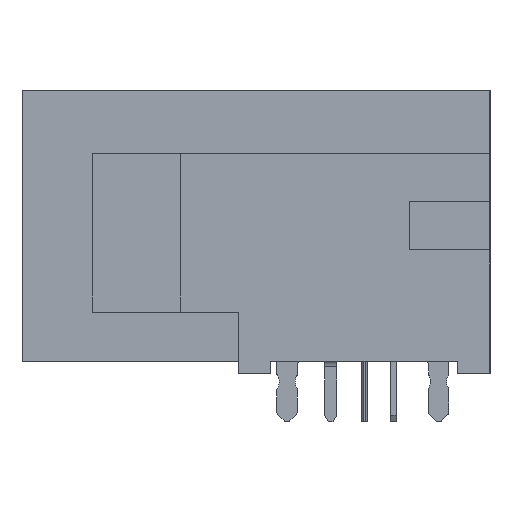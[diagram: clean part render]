
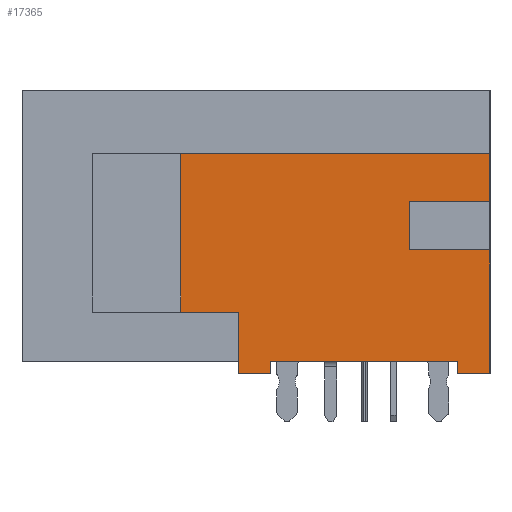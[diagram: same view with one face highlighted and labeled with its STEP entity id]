
A CAD part, left-side view. The second image highlights one B-rep face of the part: STEP entity #17365.
In plain terms, the highlighted planar face has unit normal (-1, 0, 0).
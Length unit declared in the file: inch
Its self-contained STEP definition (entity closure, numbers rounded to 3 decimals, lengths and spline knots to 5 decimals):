
#659=ORIENTED_EDGE('',*,*,#5921,.F.);
#660=ORIENTED_EDGE('',*,*,#5922,.T.);
#661=ORIENTED_EDGE('',*,*,#5923,.F.);
#662=ORIENTED_EDGE('',*,*,#5924,.F.);
#663=ORIENTED_EDGE('',*,*,#5925,.F.);
#664=ORIENTED_EDGE('',*,*,#5926,.F.);
#665=ORIENTED_EDGE('',*,*,#5927,.F.);
#666=ORIENTED_EDGE('',*,*,#5928,.F.);
#667=ORIENTED_EDGE('',*,*,#5929,.T.);
#668=ORIENTED_EDGE('',*,*,#5930,.F.);
#669=ORIENTED_EDGE('',*,*,#5931,.F.);
#670=ORIENTED_EDGE('',*,*,#5932,.T.);
#671=ORIENTED_EDGE('',*,*,#5933,.T.);
#672=ORIENTED_EDGE('',*,*,#5934,.F.);
#5921=EDGE_CURVE('',#8552,#8553,#10302,.T.);
#5922=EDGE_CURVE('',#8552,#8554,#10303,.T.);
#5923=EDGE_CURVE('',#8555,#8554,#10304,.T.);
#5924=EDGE_CURVE('',#8556,#8555,#10305,.T.);
#5925=EDGE_CURVE('',#8557,#8556,#10306,.T.);
#5926=EDGE_CURVE('',#8558,#8557,#10307,.T.);
#5927=EDGE_CURVE('',#8559,#8558,#10308,.T.);
#5928=EDGE_CURVE('',#8560,#8559,#10309,.T.);
#5929=EDGE_CURVE('',#8560,#8561,#10310,.T.);
#5930=EDGE_CURVE('',#8562,#8561,#10311,.T.);
#5931=EDGE_CURVE('',#8563,#8562,#10312,.T.);
#5932=EDGE_CURVE('',#8563,#8564,#10313,.T.);
#5933=EDGE_CURVE('',#8564,#8565,#10314,.T.);
#5934=EDGE_CURVE('',#8553,#8565,#10315,.T.);
#8552=VERTEX_POINT('',#24342);
#8553=VERTEX_POINT('',#24343);
#8554=VERTEX_POINT('',#24345);
#8555=VERTEX_POINT('',#24347);
#8556=VERTEX_POINT('',#24349);
#8557=VERTEX_POINT('',#24351);
#8558=VERTEX_POINT('',#24353);
#8559=VERTEX_POINT('',#24355);
#8560=VERTEX_POINT('',#24357);
#8561=VERTEX_POINT('',#24359);
#8562=VERTEX_POINT('',#24361);
#8563=VERTEX_POINT('',#24363);
#8564=VERTEX_POINT('',#24365);
#8565=VERTEX_POINT('',#24367);
#10302=LINE('',#24341,#12531);
#10303=LINE('',#24344,#12532);
#10304=LINE('',#24346,#12533);
#10305=LINE('',#24348,#12534);
#10306=LINE('',#24350,#12535);
#10307=LINE('',#24352,#12536);
#10308=LINE('',#24354,#12537);
#10309=LINE('',#24356,#12538);
#10310=LINE('',#24358,#12539);
#10311=LINE('',#24360,#12540);
#10312=LINE('',#24362,#12541);
#10313=LINE('',#24364,#12542);
#10314=LINE('',#24366,#12543);
#10315=LINE('',#24368,#12544);
#12531=VECTOR('',#19552,39.37008);
#12532=VECTOR('',#19553,39.37008);
#12533=VECTOR('',#19554,39.37008);
#12534=VECTOR('',#19555,39.37008);
#12535=VECTOR('',#19556,39.37008);
#12536=VECTOR('',#19557,39.37008);
#12537=VECTOR('',#19558,39.37008);
#12538=VECTOR('',#19559,39.37008);
#12539=VECTOR('',#19560,39.37008);
#12540=VECTOR('',#19561,39.37008);
#12541=VECTOR('',#19562,39.37008);
#12542=VECTOR('',#19563,39.37008);
#12543=VECTOR('',#19564,39.37008);
#12544=VECTOR('',#19565,39.37008);
#14760=EDGE_LOOP('',(#659,#660,#661,#662,#663,#664,#665,#666,#667,#668,
#669,#670,#671,#672));
#15715=FACE_BOUND('',#14760,.T.);
#16670=PLANE('',#18268);
#17365=ADVANCED_FACE('',(#15715),#16670,.F.);
#18268=AXIS2_PLACEMENT_3D('',#24340,#19550,#19551);
#19550=DIRECTION('',(1.,0.,0.));
#19551=DIRECTION('',(0.,0.,-1.));
#19552=DIRECTION('',(0.,-1.,0.));
#19553=DIRECTION('',(0.,0.,1.));
#19554=DIRECTION('',(0.,1.,0.));
#19555=DIRECTION('',(0.,0.,-1.));
#19556=DIRECTION('',(0.,-1.,0.));
#19557=DIRECTION('',(0.,0.,1.));
#19558=DIRECTION('',(0.,1.,0.));
#19559=DIRECTION('',(0.,0.,1.));
#19560=DIRECTION('',(0.,-1.,0.));
#19561=DIRECTION('',(0.,0.,-1.));
#19562=DIRECTION('',(0.,1.,0.));
#19563=DIRECTION('',(0.,0.,-1.));
#19564=DIRECTION('',(0.,-1.,0.));
#19565=DIRECTION('',(0.,0.,-1.));
#24340=CARTESIAN_POINT('',(-0.87,0.,0.));
#24341=CARTESIAN_POINT('',(-0.87,0.,-0.03));
#24342=CARTESIAN_POINT('',(-0.87,0.1,-0.03));
#24343=CARTESIAN_POINT('',(-0.87,0.,-0.03));
#24344=CARTESIAN_POINT('',(-0.87,0.1,0.));
#24345=CARTESIAN_POINT('',(-0.87,0.1,0.03));
#24346=CARTESIAN_POINT('',(-0.87,0.,0.03));
#24347=CARTESIAN_POINT('',(-0.87,0.,0.03));
#24348=CARTESIAN_POINT('',(-0.87,0.,0.08984));
#24349=CARTESIAN_POINT('',(-0.87,0.,0.08984));
#24350=CARTESIAN_POINT('',(-0.87,0.493,0.08984));
#24351=CARTESIAN_POINT('',(-0.87,0.383,0.08984));
#24352=CARTESIAN_POINT('',(-0.87,0.383,0.));
#24353=CARTESIAN_POINT('',(-0.87,0.383,-0.107));
#24354=CARTESIAN_POINT('',(-0.87,0.31161,-0.107));
#24355=CARTESIAN_POINT('',(-0.87,0.31161,-0.107));
#24356=CARTESIAN_POINT('',(-0.87,0.31161,-0.168));
#24357=CARTESIAN_POINT('',(-0.87,0.31161,-0.183));
#24358=CARTESIAN_POINT('',(-0.87,0.31161,-0.183));
#24359=CARTESIAN_POINT('',(-0.87,0.27161,-0.183));
#24360=CARTESIAN_POINT('',(-0.87,0.27161,-0.153));
#24361=CARTESIAN_POINT('',(-0.87,0.27161,-0.168));
#24362=CARTESIAN_POINT('',(-0.87,0.,-0.168));
#24363=CARTESIAN_POINT('',(-0.87,0.04,-0.168));
#24364=CARTESIAN_POINT('',(-0.87,0.04,-0.153));
#24365=CARTESIAN_POINT('',(-0.87,0.04,-0.183));
#24366=CARTESIAN_POINT('',(-0.87,0.04,-0.183));
#24367=CARTESIAN_POINT('',(-0.87,0.,-0.183));
#24368=CARTESIAN_POINT('',(-0.87,0.,0.08984));
